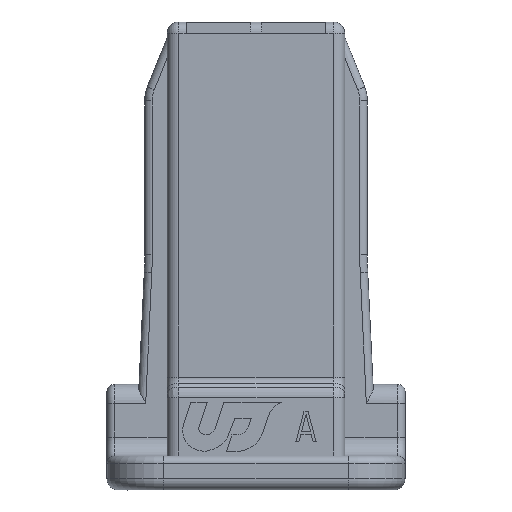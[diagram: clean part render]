
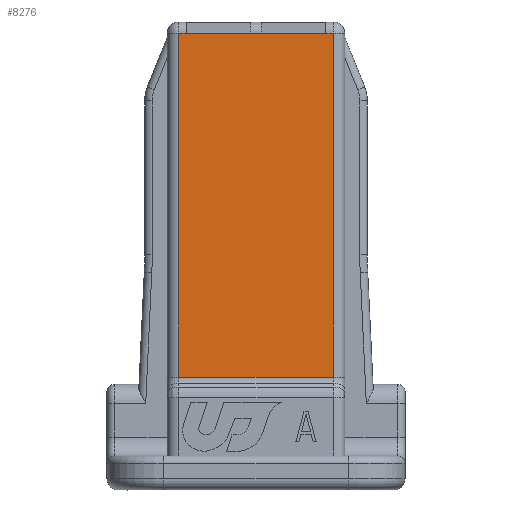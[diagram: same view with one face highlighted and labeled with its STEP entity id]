
A CAD part, front view. The second image highlights one B-rep face of the part: STEP entity #8276.
In plain terms, the highlighted planar face has unit normal (0, -1, 0).
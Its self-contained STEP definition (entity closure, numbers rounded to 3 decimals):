
#2154=DIRECTION('',(1.,0.,0.));
#2155=VECTOR('',#2154,0.2);
#2156=CARTESIAN_POINT('',(-2.05,-1.85,-0.3));
#2157=LINE('',#2156,#2155);
#2162=DIRECTION('',(-1.,0.,0.));
#2163=VECTOR('',#2162,1.7);
#2164=CARTESIAN_POINT('',(1.85,-1.85,-0.3));
#2165=LINE('',#2164,#2163);
#2166=DIRECTION('',(-1.,0.,0.));
#2167=VECTOR('',#2166,1.7);
#2168=CARTESIAN_POINT('',(-0.15,-1.85,-0.3));
#2169=LINE('',#2168,#2167);
#2174=DIRECTION('',(1.,0.,0.));
#2175=VECTOR('',#2174,0.3);
#2176=CARTESIAN_POINT('',(-0.15,-1.85,-0.3));
#2177=LINE('',#2176,#2175);
#2309=DIRECTION('',(1.,0.,0.));
#2310=VECTOR('',#2309,0.2);
#2311=CARTESIAN_POINT('',(1.85,-1.85,-0.3));
#2312=LINE('',#2311,#2310);
#2323=DIRECTION('',(0.,0.,-1.));
#2324=VECTOR('',#2323,9.109);
#2325=CARTESIAN_POINT('',(2.05,-1.85,-0.3));
#2326=LINE('',#2325,#2324);
#2355=DIRECTION('',(-1.,0.,0.));
#2356=VECTOR('',#2355,4.1);
#2357=CARTESIAN_POINT('',(2.05,-1.85,-9.409));
#2358=LINE('',#2357,#2356);
#2382=DIRECTION('',(0.,0.,1.));
#2383=VECTOR('',#2382,9.109);
#2384=CARTESIAN_POINT('',(-2.05,-1.85,-9.409));
#2385=LINE('',#2384,#2383);
#4893=CARTESIAN_POINT('',(-2.05,-1.85,-9.409));
#4895=VERTEX_POINT('',#4893);
#4899=CARTESIAN_POINT('',(-2.05,-1.85,-0.3));
#4900=VERTEX_POINT('',#4899);
#4901=CARTESIAN_POINT('',(2.05,-1.85,-0.3));
#4902=VERTEX_POINT('',#4901);
#5087=CARTESIAN_POINT('',(2.05,-1.85,-9.409));
#5089=VERTEX_POINT('',#5087);
#5426=CARTESIAN_POINT('',(-1.85,-1.85,-0.3));
#5427=VERTEX_POINT('',#5426);
#5428=CARTESIAN_POINT('',(-0.15,-1.85,-0.3));
#5429=VERTEX_POINT('',#5428);
#5430=CARTESIAN_POINT('',(0.15,-1.85,-0.3));
#5431=VERTEX_POINT('',#5430);
#5432=CARTESIAN_POINT('',(1.85,-1.85,-0.3));
#5433=VERTEX_POINT('',#5432);
#8254=CARTESIAN_POINT('',(-2.35,-1.85,0.));
#8255=DIRECTION('',(0.,-1.,0.));
#8256=DIRECTION('',(-1.,0.,0.));
#8257=AXIS2_PLACEMENT_3D('',#8254,#8255,#8256);
#8258=PLANE('',#8257);
#8260=ORIENTED_EDGE('',*,*,#8259,.T.);
#8262=ORIENTED_EDGE('',*,*,#8261,.F.);
#8264=ORIENTED_EDGE('',*,*,#8263,.T.);
#8266=ORIENTED_EDGE('',*,*,#8265,.T.);
#8268=ORIENTED_EDGE('',*,*,#8267,.T.);
#8270=ORIENTED_EDGE('',*,*,#8269,.T.);
#8271=ORIENTED_EDGE('',*,*,#8245,.T.);
#8273=ORIENTED_EDGE('',*,*,#8272,.F.);
#8274=EDGE_LOOP('',(#8260,#8262,#8264,#8266,#8268,#8270,#8271,#8273));
#8275=FACE_OUTER_BOUND('',#8274,.F.);
#8245=EDGE_CURVE('',#4900,#5427,#2157,.T.);
#8259=EDGE_CURVE('',#5429,#5431,#2177,.T.);
#8261=EDGE_CURVE('',#5433,#5431,#2165,.T.);
#8263=EDGE_CURVE('',#5433,#4902,#2312,.T.);
#8265=EDGE_CURVE('',#4902,#5089,#2326,.T.);
#8267=EDGE_CURVE('',#5089,#4895,#2358,.T.);
#8269=EDGE_CURVE('',#4895,#4900,#2385,.T.);
#8272=EDGE_CURVE('',#5429,#5427,#2169,.T.);
#8276=ADVANCED_FACE('',(#8275),#8258,.T.);
